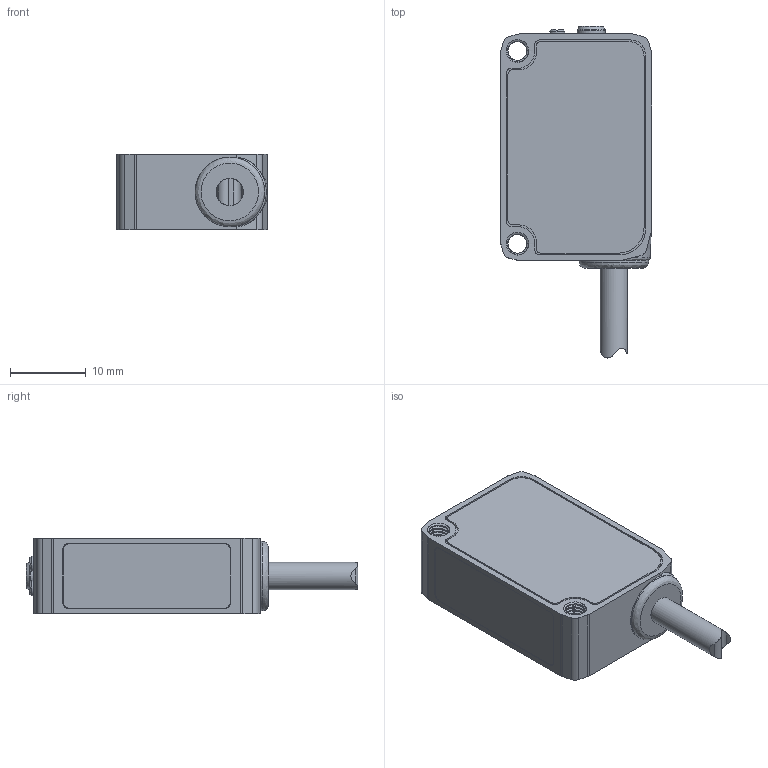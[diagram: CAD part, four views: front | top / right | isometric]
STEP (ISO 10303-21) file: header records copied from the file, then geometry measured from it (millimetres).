
FILE_DESCRIPTION (( 'STEP AP214' ), '1' );
FILE_NAME ('TRR-C23PA-TMK-101.STEP', '2022-04-07T09:31:41', ( '' ), ( '' ), 'SwSTEP 2.0', 'SolidWorks 2021', '' );
FILE_SCHEMA (( 'AUTOMOTIVE_DESIGN' ));
Length unit declared in the file: inch
Products named in the file (1): TRR-C23PA-TMK-101
Bounding box: 20 x 43.9 x 10 mm (x, y, z)
Volume: 5989.1 mm3; surface area: 2679.9 mm2
Topology: 1 solids, 1 shells, 269 faces, 726 edges, 472 vertices
Faces by surface type: cylinder 136, plane 87, bspline 34, cone 12
Full cylindrical faces by diameter (mm): 2 x2, 3.6 x3, 3.7 x1, 9.2 x1
Entity records: 22009 total; most frequent: CARTESIAN_POINT 15864, ORIENTED_EDGE 1410, DIRECTION 1033, EDGE_CURVE 705, VERTEX_POINT 464, AXIS2_PLACEMENT_3D 357, VECTOR 319, LINE 319
